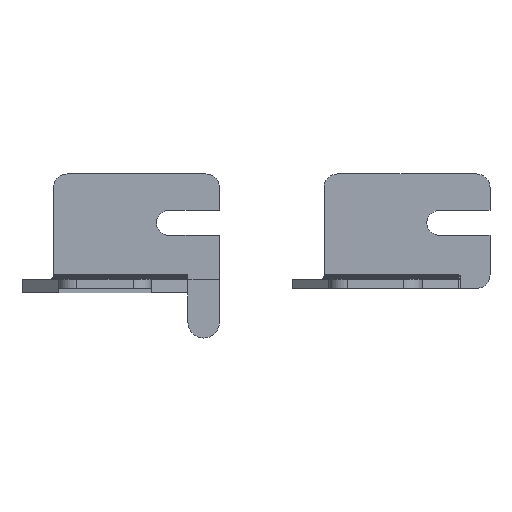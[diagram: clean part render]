
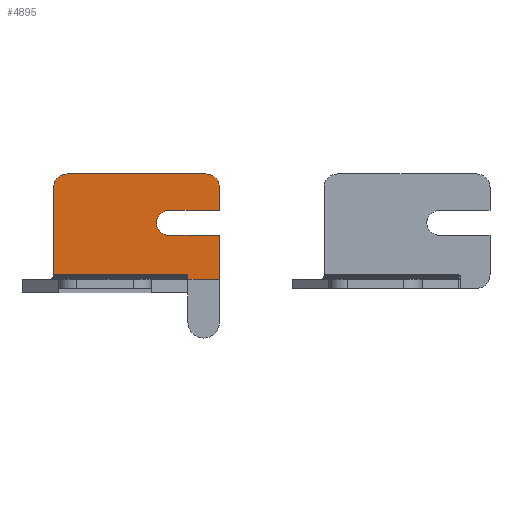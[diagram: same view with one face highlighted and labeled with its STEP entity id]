
A CAD part, left-side view. The second image highlights one B-rep face of the part: STEP entity #4895.
In plain terms, the highlighted planar face has unit normal (-1, 0, 0).
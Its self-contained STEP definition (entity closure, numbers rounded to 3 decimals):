
#104=FACE_OUTER_BOUND('',#385,.T.);
#385=EDGE_LOOP('',(#3296,#3297,#3298,#3299,#3300,#3301,#3302,#3303,#3304,
#3305,#3306,#3307,#3308,#3309,#3310,#3311,#3312,#3313,#3314,#3315,#3316,
#3317,#3318,#3319,#3320,#3321,#3322,#3323,#3324,#3325));
#694=LINE('',#7038,#1324);
#700=LINE('',#7051,#1330);
#756=LINE('',#7181,#1386);
#757=LINE('',#7187,#1387);
#758=LINE('',#7189,#1388);
#759=LINE('',#7191,#1389);
#760=LINE('',#7193,#1390);
#761=LINE('',#7195,#1391);
#762=LINE('',#7197,#1392);
#763=LINE('',#7199,#1393);
#764=LINE('',#7201,#1394);
#765=LINE('',#7203,#1395);
#766=LINE('',#7205,#1396);
#767=LINE('',#7207,#1397);
#768=LINE('',#7209,#1398);
#769=LINE('',#7211,#1399);
#770=LINE('',#7213,#1400);
#771=LINE('',#7215,#1401);
#772=LINE('',#7217,#1402);
#773=LINE('',#7219,#1403);
#774=LINE('',#7221,#1404);
#775=LINE('',#7223,#1405);
#776=LINE('',#7225,#1406);
#777=LINE('',#7227,#1407);
#778=LINE('',#7229,#1408);
#779=LINE('',#7231,#1409);
#780=LINE('',#7232,#1410);
#781=LINE('',#7233,#1411);
#1324=VECTOR('',#5615,10.);
#1330=VECTOR('',#5625,10.);
#1386=VECTOR('',#5703,10.);
#1387=VECTOR('',#5708,10.);
#1388=VECTOR('',#5709,10.);
#1389=VECTOR('',#5710,10.);
#1390=VECTOR('',#5711,10.);
#1391=VECTOR('',#5712,10.);
#1392=VECTOR('',#5713,10.);
#1393=VECTOR('',#5714,10.);
#1394=VECTOR('',#5715,10.);
#1395=VECTOR('',#5716,10.);
#1396=VECTOR('',#5717,10.);
#1397=VECTOR('',#5718,10.);
#1398=VECTOR('',#5719,10.);
#1399=VECTOR('',#5720,10.);
#1400=VECTOR('',#5721,10.);
#1401=VECTOR('',#5722,10.);
#1402=VECTOR('',#5723,10.);
#1403=VECTOR('',#5724,10.);
#1404=VECTOR('',#5725,10.);
#1405=VECTOR('',#5726,10.);
#1406=VECTOR('',#5727,10.);
#1407=VECTOR('',#5728,10.);
#1408=VECTOR('',#5729,10.);
#1409=VECTOR('',#5730,10.);
#1410=VECTOR('',#5731,10.);
#1411=VECTOR('',#5732,10.);
#1936=CIRCLE('',#5204,13.75);
#1937=CIRCLE('',#5205,13.75);
#2022=VERTEX_POINT('',#7035);
#2023=VERTEX_POINT('',#7037);
#2027=VERTEX_POINT('',#7048);
#2028=VERTEX_POINT('',#7050);
#2091=VERTEX_POINT('',#7180);
#2092=VERTEX_POINT('',#7182);
#2093=VERTEX_POINT('',#7184);
#2094=VERTEX_POINT('',#7186);
#2095=VERTEX_POINT('',#7188);
#2096=VERTEX_POINT('',#7190);
#2097=VERTEX_POINT('',#7192);
#2098=VERTEX_POINT('',#7194);
#2099=VERTEX_POINT('',#7196);
#2100=VERTEX_POINT('',#7198);
#2101=VERTEX_POINT('',#7200);
#2102=VERTEX_POINT('',#7202);
#2103=VERTEX_POINT('',#7204);
#2104=VERTEX_POINT('',#7206);
#2105=VERTEX_POINT('',#7208);
#2106=VERTEX_POINT('',#7210);
#2107=VERTEX_POINT('',#7212);
#2108=VERTEX_POINT('',#7214);
#2109=VERTEX_POINT('',#7216);
#2110=VERTEX_POINT('',#7218);
#2111=VERTEX_POINT('',#7220);
#2112=VERTEX_POINT('',#7222);
#2113=VERTEX_POINT('',#7224);
#2114=VERTEX_POINT('',#7226);
#2115=VERTEX_POINT('',#7228);
#2116=VERTEX_POINT('',#7230);
#2482=EDGE_CURVE('',#2023,#2022,#694,.T.);
#2488=EDGE_CURVE('',#2027,#2028,#700,.T.);
#2553=EDGE_CURVE('',#2022,#2091,#756,.T.);
#2554=EDGE_CURVE('',#2092,#2091,#1936,.T.);
#2555=EDGE_CURVE('',#2093,#2092,#1937,.T.);
#2556=EDGE_CURVE('',#2093,#2094,#757,.T.);
#2557=EDGE_CURVE('',#2094,#2095,#758,.T.);
#2558=EDGE_CURVE('',#2095,#2096,#759,.T.);
#2559=EDGE_CURVE('',#2096,#2097,#760,.T.);
#2560=EDGE_CURVE('',#2097,#2098,#761,.T.);
#2561=EDGE_CURVE('',#2098,#2099,#762,.T.);
#2562=EDGE_CURVE('',#2099,#2100,#763,.T.);
#2563=EDGE_CURVE('',#2100,#2101,#764,.T.);
#2564=EDGE_CURVE('',#2101,#2102,#765,.T.);
#2565=EDGE_CURVE('',#2102,#2103,#766,.T.);
#2566=EDGE_CURVE('',#2103,#2104,#767,.T.);
#2567=EDGE_CURVE('',#2104,#2105,#768,.T.);
#2568=EDGE_CURVE('',#2105,#2106,#769,.T.);
#2569=EDGE_CURVE('',#2106,#2107,#770,.T.);
#2570=EDGE_CURVE('',#2107,#2108,#771,.T.);
#2571=EDGE_CURVE('',#2108,#2109,#772,.T.);
#2572=EDGE_CURVE('',#2109,#2110,#773,.T.);
#2573=EDGE_CURVE('',#2110,#2111,#774,.T.);
#2574=EDGE_CURVE('',#2111,#2112,#775,.T.);
#2575=EDGE_CURVE('',#2112,#2113,#776,.T.);
#2576=EDGE_CURVE('',#2113,#2114,#777,.T.);
#2577=EDGE_CURVE('',#2114,#2115,#778,.T.);
#2578=EDGE_CURVE('',#2116,#2115,#779,.T.);
#2579=EDGE_CURVE('',#2028,#2116,#780,.T.);
#2580=EDGE_CURVE('',#2027,#2023,#781,.T.);
#3296=ORIENTED_EDGE('',*,*,#2482,.T.);
#3297=ORIENTED_EDGE('',*,*,#2553,.T.);
#3298=ORIENTED_EDGE('',*,*,#2554,.F.);
#3299=ORIENTED_EDGE('',*,*,#2555,.F.);
#3300=ORIENTED_EDGE('',*,*,#2556,.T.);
#3301=ORIENTED_EDGE('',*,*,#2557,.T.);
#3302=ORIENTED_EDGE('',*,*,#2558,.T.);
#3303=ORIENTED_EDGE('',*,*,#2559,.T.);
#3304=ORIENTED_EDGE('',*,*,#2560,.T.);
#3305=ORIENTED_EDGE('',*,*,#2561,.T.);
#3306=ORIENTED_EDGE('',*,*,#2562,.T.);
#3307=ORIENTED_EDGE('',*,*,#2563,.T.);
#3308=ORIENTED_EDGE('',*,*,#2564,.T.);
#3309=ORIENTED_EDGE('',*,*,#2565,.T.);
#3310=ORIENTED_EDGE('',*,*,#2566,.T.);
#3311=ORIENTED_EDGE('',*,*,#2567,.T.);
#3312=ORIENTED_EDGE('',*,*,#2568,.T.);
#3313=ORIENTED_EDGE('',*,*,#2569,.T.);
#3314=ORIENTED_EDGE('',*,*,#2570,.T.);
#3315=ORIENTED_EDGE('',*,*,#2571,.T.);
#3316=ORIENTED_EDGE('',*,*,#2572,.T.);
#3317=ORIENTED_EDGE('',*,*,#2573,.T.);
#3318=ORIENTED_EDGE('',*,*,#2574,.T.);
#3319=ORIENTED_EDGE('',*,*,#2575,.T.);
#3320=ORIENTED_EDGE('',*,*,#2576,.T.);
#3321=ORIENTED_EDGE('',*,*,#2577,.T.);
#3322=ORIENTED_EDGE('',*,*,#2578,.F.);
#3323=ORIENTED_EDGE('',*,*,#2579,.F.);
#3324=ORIENTED_EDGE('',*,*,#2488,.F.);
#3325=ORIENTED_EDGE('',*,*,#2580,.T.);
#4652=PLANE('',#5203);
#4895=ADVANCED_FACE('',(#104),#4652,.T.);
#5203=AXIS2_PLACEMENT_3D('',#7179,#5701,#5702);
#5204=AXIS2_PLACEMENT_3D('',#7183,#5704,#5705);
#5205=AXIS2_PLACEMENT_3D('',#7185,#5706,#5707);
#5615=DIRECTION('',(0.,0.,1.));
#5625=DIRECTION('',(0.,0.,1.));
#5701=DIRECTION('center_axis',(-1.,0.,0.));
#5702=DIRECTION('ref_axis',(0.,0.,1.));
#5703=DIRECTION('',(0.,1.,0.));
#5704=DIRECTION('center_axis',(-1.,0.,0.));
#5705=DIRECTION('ref_axis',(0.,0.707,-0.707));
#5706=DIRECTION('center_axis',(-1.,0.,0.));
#5707=DIRECTION('ref_axis',(0.,0.707,0.707));
#5708=DIRECTION('',(0.,-1.,0.));
#5709=DIRECTION('',(0.,0.,1.));
#5710=DIRECTION('',(0.,0.,1.));
#5711=DIRECTION('',(0.,0.087,0.996));
#5712=DIRECTION('',(0.,0.259,0.966));
#5713=DIRECTION('',(0.,0.423,0.906));
#5714=DIRECTION('',(0.,0.574,0.819));
#5715=DIRECTION('',(0.,0.707,0.707));
#5716=DIRECTION('',(0.,0.819,0.574));
#5717=DIRECTION('',(0.,0.906,0.423));
#5718=DIRECTION('',(0.,0.966,0.259));
#5719=DIRECTION('',(0.,0.996,0.087));
#5720=DIRECTION('',(0.,1.,0.));
#5721=DIRECTION('',(0.,0.996,-0.087));
#5722=DIRECTION('',(0.,0.966,-0.259));
#5723=DIRECTION('',(0.,0.906,-0.423));
#5724=DIRECTION('',(0.,0.819,-0.574));
#5725=DIRECTION('',(0.,0.707,-0.707));
#5726=DIRECTION('',(0.,0.574,-0.819));
#5727=DIRECTION('',(0.,0.423,-0.906));
#5728=DIRECTION('',(0.,0.259,-0.966));
#5729=DIRECTION('',(0.,0.087,-0.996));
#5730=DIRECTION('',(0.,0.,1.));
#5731=DIRECTION('',(0.,1.,0.));
#5732=DIRECTION('',(0.,-1.,0.));
#7035=CARTESIAN_POINT('',(1072.,-169.,59.));
#7037=CARTESIAN_POINT('',(1072.,-169.,10.));
#7038=CARTESIAN_POINT('',(1072.,-169.,15.));
#7048=CARTESIAN_POINT('',(1072.,-134.,10.));
#7050=CARTESIAN_POINT('',(1072.,-134.,15.));
#7051=CARTESIAN_POINT('',(1072.,-134.,13.087));
#7179=CARTESIAN_POINT('Origin',(1072.,-96.,63.5));
#7180=CARTESIAN_POINT('',(1072.,-112.75,59.));
#7181=CARTESIAN_POINT('',(1072.,-114.988,59.));
#7182=CARTESIAN_POINT('',(1072.,-99.,72.75));
#7183=CARTESIAN_POINT('Origin',(1072.,-112.75,72.75));
#7184=CARTESIAN_POINT('',(1072.,-112.75,86.5));
#7185=CARTESIAN_POINT('Origin',(1072.,-112.75,72.75));
#7186=CARTESIAN_POINT('',(1072.,-169.,86.5));
#7187=CARTESIAN_POINT('',(1072.,-132.475,86.5));
#7188=CARTESIAN_POINT('',(1072.,-169.,90.5));
#7189=CARTESIAN_POINT('',(1072.,-169.,15.));
#7190=CARTESIAN_POINT('',(1072.,-169.,112.));
#7191=CARTESIAN_POINT('',(1072.,-169.,90.5));
#7192=CARTESIAN_POINT('',(1072.,-168.772,114.605));
#7193=CARTESIAN_POINT('',(1072.,-169.,112.));
#7194=CARTESIAN_POINT('',(1072.,-168.095,117.13));
#7195=CARTESIAN_POINT('',(1072.,-168.772,114.605));
#7196=CARTESIAN_POINT('',(1072.,-166.99,119.5));
#7197=CARTESIAN_POINT('',(1072.,-168.095,117.13));
#7198=CARTESIAN_POINT('',(1072.,-165.491,121.642));
#7199=CARTESIAN_POINT('',(1072.,-166.99,119.5));
#7200=CARTESIAN_POINT('',(1072.,-163.642,123.491));
#7201=CARTESIAN_POINT('',(1072.,-165.491,121.642));
#7202=CARTESIAN_POINT('',(1072.,-161.5,124.99));
#7203=CARTESIAN_POINT('',(1072.,-163.642,123.491));
#7204=CARTESIAN_POINT('',(1072.,-159.13,126.095));
#7205=CARTESIAN_POINT('',(1072.,-161.5,124.99));
#7206=CARTESIAN_POINT('',(1072.,-156.605,126.772));
#7207=CARTESIAN_POINT('',(1072.,-159.13,126.095));
#7208=CARTESIAN_POINT('',(1072.,-154.,127.));
#7209=CARTESIAN_POINT('',(1072.,-156.605,126.772));
#7210=CARTESIAN_POINT('',(1072.,0.,127.));
#7211=CARTESIAN_POINT('',(1072.,-154.,127.));
#7212=CARTESIAN_POINT('',(1072.,2.605,126.772));
#7213=CARTESIAN_POINT('',(1072.,0.,127.));
#7214=CARTESIAN_POINT('',(1072.,5.13,126.095));
#7215=CARTESIAN_POINT('',(1072.,2.605,126.772));
#7216=CARTESIAN_POINT('',(1072.,7.5,124.99));
#7217=CARTESIAN_POINT('',(1072.,5.13,126.095));
#7218=CARTESIAN_POINT('',(1072.,9.642,123.491));
#7219=CARTESIAN_POINT('',(1072.,7.5,124.99));
#7220=CARTESIAN_POINT('',(1072.,11.491,121.642));
#7221=CARTESIAN_POINT('',(1072.,9.642,123.491));
#7222=CARTESIAN_POINT('',(1072.,12.99,119.5));
#7223=CARTESIAN_POINT('',(1072.,11.491,121.642));
#7224=CARTESIAN_POINT('',(1072.,14.095,117.13));
#7225=CARTESIAN_POINT('',(1072.,12.99,119.5));
#7226=CARTESIAN_POINT('',(1072.,14.772,114.605));
#7227=CARTESIAN_POINT('',(1072.,14.095,117.13));
#7228=CARTESIAN_POINT('',(1072.,15.,112.));
#7229=CARTESIAN_POINT('',(1072.,14.772,114.605));
#7230=CARTESIAN_POINT('',(1072.,15.,15.));
#7231=CARTESIAN_POINT('',(1072.,15.,15.));
#7232=CARTESIAN_POINT('',(1072.,-134.,15.));
#7233=CARTESIAN_POINT('',(1072.,-123.75,10.));
